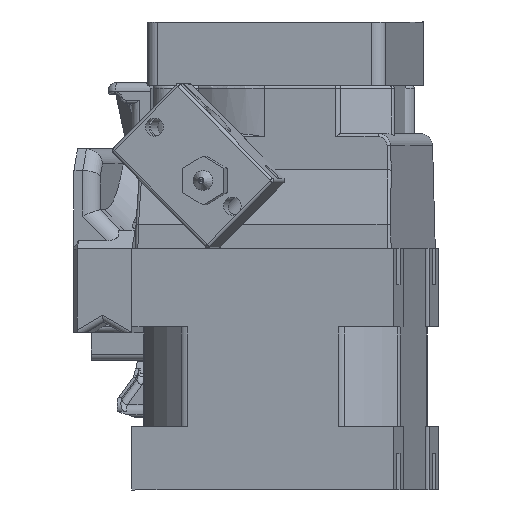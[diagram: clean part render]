
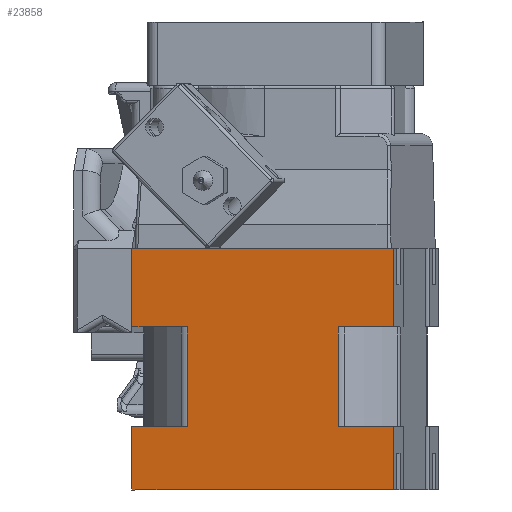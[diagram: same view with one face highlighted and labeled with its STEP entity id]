
A CAD part, front view. The second image highlights one B-rep face of the part: STEP entity #23858.
In plain terms, the highlighted face is planar.
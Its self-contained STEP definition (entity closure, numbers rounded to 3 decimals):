
#1692=PLANE('',#25981);
#2872=FACE_OUTER_BOUND('',#4273,.T.);
#4273=EDGE_LOOP('',(#20787,#20788,#20789,#20790,#20791,#20792,#20793,#20794,
#20795,#20796,#20797,#20798));
#6034=LINE('',#45337,#7980);
#6048=LINE('',#45365,#7994);
#6062=LINE('',#45403,#8008);
#6093=LINE('',#45485,#8039);
#6103=LINE('',#45519,#8049);
#6127=LINE('',#45564,#8073);
#6139=LINE('',#45598,#8085);
#6169=LINE('',#45688,#8115);
#6172=LINE('',#45695,#8118);
#6186=LINE('',#45729,#8132);
#6190=LINE('',#45742,#8136);
#6191=LINE('',#45744,#8137);
#7980=VECTOR('',#31172,10.);
#7994=VECTOR('',#31190,10.);
#8008=VECTOR('',#31222,10.);
#8039=VECTOR('',#31315,10.);
#8049=VECTOR('',#31347,10.);
#8073=VECTOR('',#31377,10.);
#8085=VECTOR('',#31407,10.);
#8115=VECTOR('',#31511,10.);
#8118=VECTOR('',#31518,10.);
#8132=VECTOR('',#31560,10.);
#8136=VECTOR('',#31580,10.);
#8137=VECTOR('',#31583,10.);
#11092=VERTEX_POINT('',#45334);
#11093=VERTEX_POINT('',#45336);
#11104=VERTEX_POINT('',#45362);
#11105=VERTEX_POINT('',#45364);
#11120=VERTEX_POINT('',#45401);
#11140=VERTEX_POINT('',#45484);
#11153=VERTEX_POINT('',#45518);
#11171=VERTEX_POINT('',#45562);
#11184=VERTEX_POINT('',#45596);
#11207=VERTEX_POINT('',#45687);
#11209=VERTEX_POINT('',#45693);
#11215=VERTEX_POINT('',#45727);
#14273=EDGE_CURVE('',#11092,#11093,#6034,.T.);
#14287=EDGE_CURVE('',#11105,#11104,#6048,.T.);
#14307=EDGE_CURVE('',#11104,#11120,#6062,.T.);
#14346=EDGE_CURVE('',#11140,#11093,#6093,.T.);
#14362=EDGE_CURVE('',#11105,#11153,#6103,.T.);
#14387=EDGE_CURVE('',#11171,#11092,#6127,.T.);
#14405=EDGE_CURVE('',#11171,#11184,#6139,.T.);
#14446=EDGE_CURVE('',#11153,#11207,#6169,.T.);
#14450=EDGE_CURVE('',#11209,#11184,#6172,.T.);
#14468=EDGE_CURVE('',#11215,#11120,#6186,.T.);
#14474=EDGE_CURVE('',#11209,#11207,#6190,.T.);
#14475=EDGE_CURVE('',#11215,#11140,#6191,.T.);
#20787=ORIENTED_EDGE('',*,*,#14474,.T.);
#20788=ORIENTED_EDGE('',*,*,#14446,.F.);
#20789=ORIENTED_EDGE('',*,*,#14362,.F.);
#20790=ORIENTED_EDGE('',*,*,#14287,.T.);
#20791=ORIENTED_EDGE('',*,*,#14307,.T.);
#20792=ORIENTED_EDGE('',*,*,#14468,.F.);
#20793=ORIENTED_EDGE('',*,*,#14475,.T.);
#20794=ORIENTED_EDGE('',*,*,#14346,.T.);
#20795=ORIENTED_EDGE('',*,*,#14273,.F.);
#20796=ORIENTED_EDGE('',*,*,#14387,.F.);
#20797=ORIENTED_EDGE('',*,*,#14405,.T.);
#20798=ORIENTED_EDGE('',*,*,#14450,.F.);
#23858=ADVANCED_FACE('',(#2872),#1692,.T.);
#25981=AXIS2_PLACEMENT_3D('',#45787,#31624,#31625);
#31172=DIRECTION('',(-1.,0.,0.));
#31190=DIRECTION('',(0.,1.,0.));
#31222=DIRECTION('',(1.,0.,0.));
#31315=DIRECTION('',(0.,1.,0.));
#31347=DIRECTION('',(1.,0.,0.));
#31377=DIRECTION('',(0.,1.,0.));
#31407=DIRECTION('',(-1.,0.,0.));
#31511=DIRECTION('',(0.,1.,0.));
#31518=DIRECTION('',(0.,1.,0.));
#31560=DIRECTION('',(0.,-1.,0.));
#31580=DIRECTION('',(1.,0.,0.));
#31583=DIRECTION('',(-1.,0.,0.));
#31624=DIRECTION('center_axis',(0.,0.,-1.));
#31625=DIRECTION('ref_axis',(-1.,0.,0.));
#45334=CARTESIAN_POINT('',(44.,40.,0.));
#45336=CARTESIAN_POINT('',(0.,40.,0.));
#45337=CARTESIAN_POINT('',(0.,40.,0.));
#45362=CARTESIAN_POINT('',(0.,10.5,0.));
#45364=CARTESIAN_POINT('',(0.,0.,0.));
#45365=CARTESIAN_POINT('',(0.,0.,0.));
#45401=CARTESIAN_POINT('',(9.339,10.5,0.));
#45403=CARTESIAN_POINT('',(24.19,10.5,0.));
#45484=CARTESIAN_POINT('',(0.,27.,0.));
#45485=CARTESIAN_POINT('',(0.,0.,0.));
#45518=CARTESIAN_POINT('',(44.,0.,0.));
#45519=CARTESIAN_POINT('',(0.,0.,0.));
#45562=CARTESIAN_POINT('',(44.,27.,0.));
#45564=CARTESIAN_POINT('',(44.,0.,0.));
#45596=CARTESIAN_POINT('',(34.661,27.,0.));
#45598=CARTESIAN_POINT('',(33.,27.,0.));
#45687=CARTESIAN_POINT('',(44.,10.5,0.));
#45688=CARTESIAN_POINT('',(44.,0.,0.));
#45693=CARTESIAN_POINT('',(34.661,10.5,0.));
#45695=CARTESIAN_POINT('',(34.661,10.5,0.));
#45727=CARTESIAN_POINT('',(9.339,27.,0.));
#45729=CARTESIAN_POINT('',(9.339,10.5,0.));
#45742=CARTESIAN_POINT('',(41.81,10.5,0.));
#45744=CARTESIAN_POINT('',(33.,27.,0.));
#45787=CARTESIAN_POINT('Origin',(44.,0.,0.));
